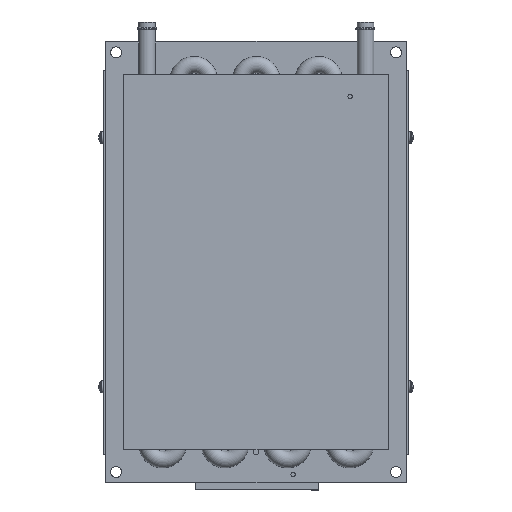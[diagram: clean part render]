
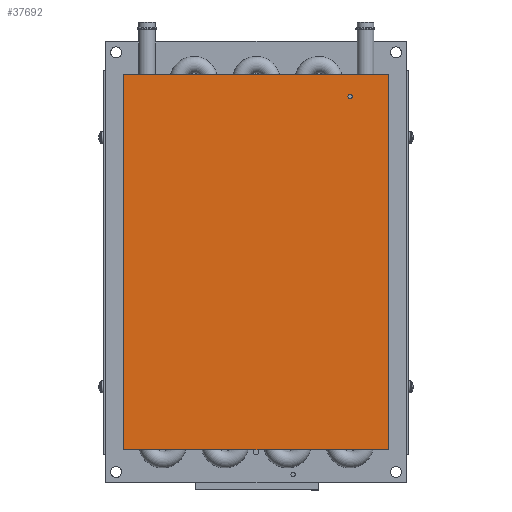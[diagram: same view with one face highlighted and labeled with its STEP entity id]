
A CAD part, front view. The second image highlights one B-rep face of the part: STEP entity #37692.
In plain terms, the highlighted planar face has unit normal (0, -1, 0).
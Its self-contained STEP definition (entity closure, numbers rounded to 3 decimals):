
#4486=VECTOR('',#43552,1.);
#4515=VECTOR('',#43729,1.);
#4518=VECTOR('',#43815,1.);
#4519=VECTOR('',#43817,1.);
#7723=LINE('',#51683,#4486);
#7752=LINE('',#51855,#4515);
#7755=LINE('',#51930,#4518);
#7756=LINE('',#51932,#4519);
#10323=PLANE('',#39872);
#11933=VERTEX_POINT('',#51682);
#11934=VERTEX_POINT('',#51684);
#11988=VERTEX_POINT('',#51850);
#11990=VERTEX_POINT('',#51854);
#11998=VERTEX_POINT('',#51876);
#14840=CIRCLE('',#39836,1.229);
#16850=EDGE_CURVE('',#11934,#11933,#7723,.T.);
#16927=EDGE_CURVE('',#11988,#11990,#7752,.T.);
#16935=EDGE_CURVE('',#11998,#11998,#14840,.T.);
#16954=EDGE_CURVE('',#11990,#11934,#7755,.T.);
#16955=EDGE_CURVE('',#11988,#11933,#7756,.T.);
#23593=ORIENTED_EDGE('',*,*,#16935,.T.);
#23594=ORIENTED_EDGE('',*,*,#16850,.T.);
#23595=ORIENTED_EDGE('',*,*,#16955,.F.);
#23596=ORIENTED_EDGE('',*,*,#16927,.T.);
#23597=ORIENTED_EDGE('',*,*,#16954,.T.);
#32461=EDGE_LOOP('',(#23593));
#32462=EDGE_LOOP('',(#23594,#23595,#23596,#23597));
#35189=FACE_BOUND('',#32461,.T.);
#35190=FACE_BOUND('',#32462,.T.);
#37692=ADVANCED_FACE('',(#35189,#35190),#10323,.T.);
#39836=AXIS2_PLACEMENT_3D('',#51875,#43752,#43753);
#39872=AXIS2_PLACEMENT_3D('',#51931,#43816,$);
#43552=DIRECTION('',(-1.,0.,0.));
#43729=DIRECTION('',(1.,0.,0.));
#43752=DIRECTION('',(0.,1.,0.));
#43753=DIRECTION('',(0.,0.,-1.229));
#43815=DIRECTION('',(0.,0.,1.));
#43816=DIRECTION('',(0.,-1.,0.));
#43817=DIRECTION('',(0.,0.,1.));
#51682=CARTESIAN_POINT('',(-76.2,0.,107.95));
#51683=CARTESIAN_POINT('',(-76.2,0.,107.95));
#51684=CARTESIAN_POINT('',(76.2,0.,107.95));
#51850=CARTESIAN_POINT('',(-76.2,0.,-107.95));
#51854=CARTESIAN_POINT('',(76.2,0.,-107.95));
#51855=CARTESIAN_POINT('',(-76.2,0.,-107.95));
#51875=CARTESIAN_POINT('',(-54.102,0.,-95.25));
#51876=CARTESIAN_POINT('',(-54.102,0.,-96.479));
#51930=CARTESIAN_POINT('',(76.2,0.,-107.95));
#51931=CARTESIAN_POINT('',(0.,0.,-107.95));
#51932=CARTESIAN_POINT('',(-76.2,0.,-107.95));
